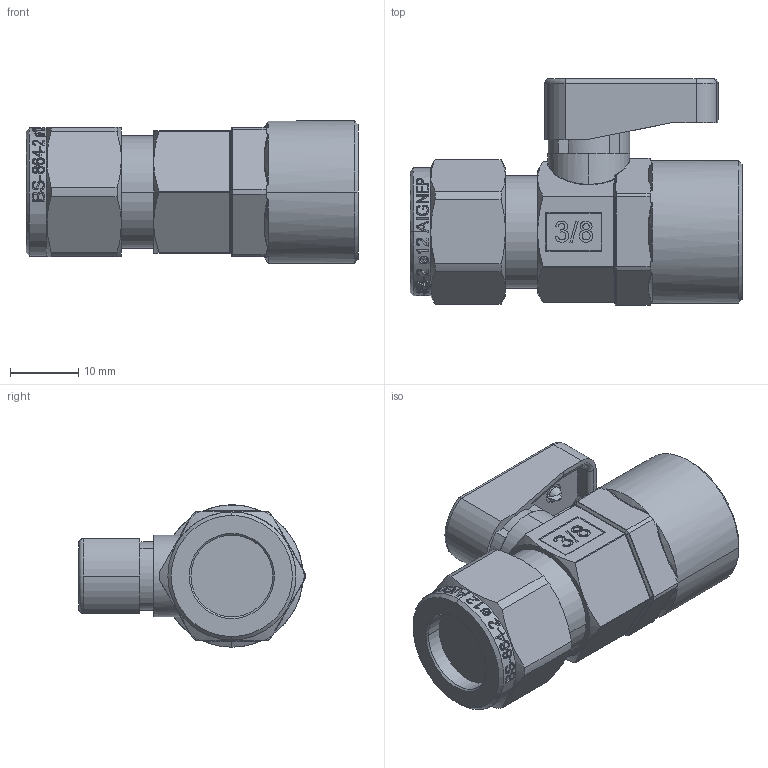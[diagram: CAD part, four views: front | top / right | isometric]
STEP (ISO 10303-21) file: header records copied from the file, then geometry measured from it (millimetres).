
FILE_DESCRIPTION (( 'STEP AP214' ), '1' );
FILE_NAME ('0643000005.step', '2012-10-02T16:32:07', ( '' ), ( '' ), 'SwSTEP 2.0', 'SolidWorks 2012', '' );
FILE_SCHEMA (( 'AUTOMOTIVE_DESIGN' ));
Length unit declared in the file: millimetre
Products named in the file (1): 0643000005
Bounding box: 48.75 x 33.3 x 20.9 mm (x, y, z)
Volume: 14664.3 mm3; surface area: 6170.9 mm2
Topology: 8 solids, 18 shells, 916 faces, 2371 edges, 1539 vertices
Faces by surface type: plane 362, bspline 329, cylinder 146, cone 49, torus 28, sphere 2
Entity records: 47747 total; most frequent: CARTESIAN_POINT 27920, ORIENTED_EDGE 4730, DIRECTION 2981, EDGE_CURVE 2365, VERTEX_POINT 1539, AXIS2_PLACEMENT_3D 995, LINE 991, VECTOR 991
